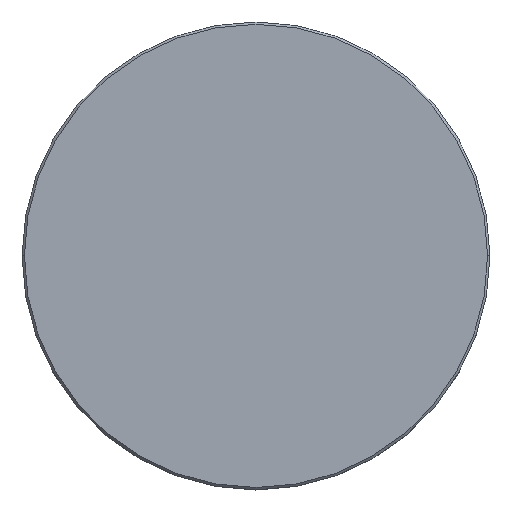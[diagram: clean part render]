
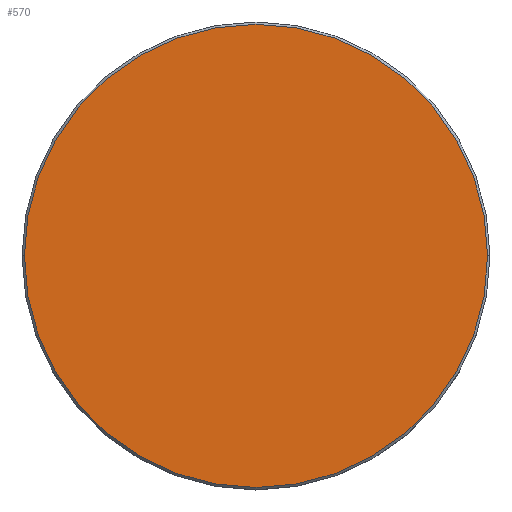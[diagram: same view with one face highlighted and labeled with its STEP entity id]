
A CAD part, top view. The second image highlights one B-rep face of the part: STEP entity #570.
In plain terms, the highlighted planar face has unit normal (0, 0, 1).
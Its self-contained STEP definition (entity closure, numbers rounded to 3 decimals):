
#112 = CARTESIAN_POINT ( 'NONE',  ( 0., 0., 6. ) ) ;
#570 = ADVANCED_FACE ( 'NONE', ( #1984 ), #5062, .T. ) ;
#1667 = VERTEX_POINT ( 'NONE', #9028 ) ;
#1984 = FACE_OUTER_BOUND ( 'NONE', #2708, .T. ) ;
#2708 = EDGE_LOOP ( 'NONE', ( #7866, #12231 ) ) ;
#2984 = CARTESIAN_POINT ( 'NONE',  ( 0., 0., 6. ) ) ;
#3585 = CARTESIAN_POINT ( 'NONE',  ( 0., 0., 6. ) ) ;
#3979 = DIRECTION ( 'NONE',  ( 1., 0., 0. ) ) ;
#4119 = DIRECTION ( 'NONE',  ( 0., 0., 1. ) ) ;
#4570 = DIRECTION ( 'NONE',  ( 1., 0., 0. ) ) ;
#4693 = VERTEX_POINT ( 'NONE', #8852 ) ;
#4866 = AXIS2_PLACEMENT_3D ( 'NONE', #112, #4119, #10972 ) ;
#5062 = PLANE ( 'NONE',  #4866 ) ;
#6313 = CIRCLE ( 'NONE', #11373, 25.15 ) ;
#7354 = CIRCLE ( 'NONE', #11308, 25.15 ) ;
#7866 = ORIENTED_EDGE ( 'NONE', *, *, #10595, .T. ) ;
#8852 = CARTESIAN_POINT ( 'NONE',  ( 25.15, 0., 6. ) ) ;
#9028 = CARTESIAN_POINT ( 'NONE',  ( -25.15, 0., 6. ) ) ;
#9854 = DIRECTION ( 'NONE',  ( 0., 0., 1. ) ) ;
#10436 = DIRECTION ( 'NONE',  ( 0., 0., 1. ) ) ;
#10595 = EDGE_CURVE ( 'NONE', #1667, #4693, #6313, .T. ) ;
#10972 = DIRECTION ( 'NONE',  ( 1., 0., 0. ) ) ;
#11308 = AXIS2_PLACEMENT_3D ( 'NONE', #3585, #10436, #4570 ) ;
#11373 = AXIS2_PLACEMENT_3D ( 'NONE', #2984, #9854, #3979 ) ;
#12231 = ORIENTED_EDGE ( 'NONE', *, *, #12602, .T. ) ;
#12602 = EDGE_CURVE ( 'NONE', #4693, #1667, #7354, .T. ) ;
